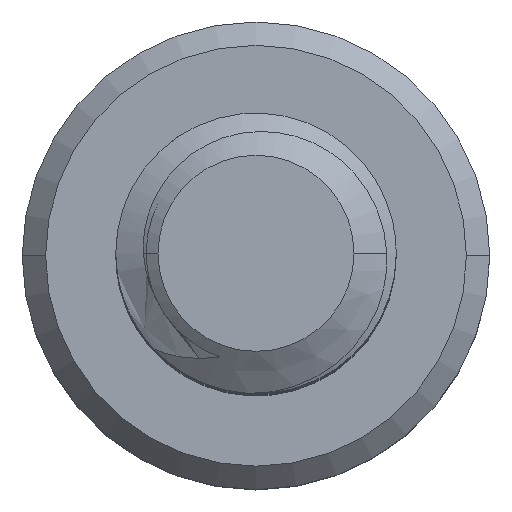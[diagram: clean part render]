
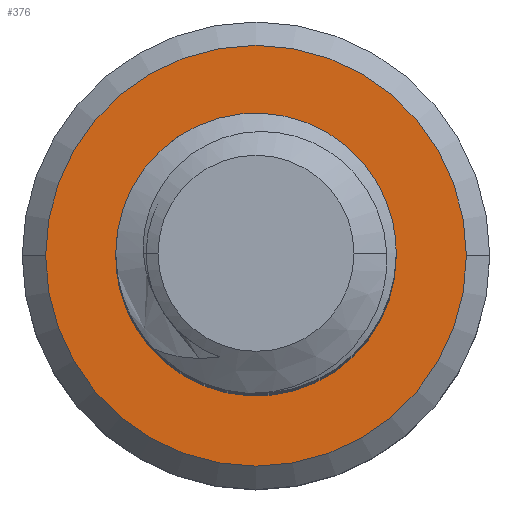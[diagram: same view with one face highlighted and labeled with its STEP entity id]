
A CAD part, top view. The second image highlights one B-rep face of the part: STEP entity #376.
In plain terms, the highlighted planar face has unit normal (0, 0, 1).
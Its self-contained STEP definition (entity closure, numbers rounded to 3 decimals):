
#36 = CARTESIAN_POINT ( 'NONE',  ( 2.189, 1.676, -30. ) ) ;
#58 = CARTESIAN_POINT ( 'NONE',  ( 2.251, -0.981, -30. ) ) ;
#258 = CARTESIAN_POINT ( 'NONE',  ( -0.266, -2.379, -30. ) ) ;
#312 = CARTESIAN_POINT ( 'NONE',  ( -2.659, -0.593, -30. ) ) ;
#320 = B_SPLINE_CURVE_WITH_KNOTS ( 'NONE', 3,
 ( #2697, #258, #4571, #887, #5179, #1535, #5800, #2139, #6398, #2750, #7008, #3353, #7600, #3960, #312, #4597, #914, #5196, #1556, #5824, #2163, #6423, #2778, #7039 ),
 .UNSPECIFIED., .F., .F.,
 ( 4, 2, 2, 2, 2, 2, 2, 2, 2, 2, 2, 4 ),
 ( 0., 0.001, 0.002, 0.002, 0.002, 0.003, 0.003, 0.004, 0.004, 0.005, 0.006, 0.006 ),
 .UNSPECIFIED. ) ;
#376 = ADVANCED_FACE ( 'NONE', ( #7216, #7397 ), #6333, .F. ) ;
#532 = ORIENTED_EDGE ( 'NONE', *, *, #554, .F. ) ;
#554 = EDGE_CURVE ( 'NONE', #5877, #3790, #1796, .T. ) ;
#642 = CARTESIAN_POINT ( 'NONE',  ( 2.463, 1.071, -30. ) ) ;
#665 = CARTESIAN_POINT ( 'NONE',  ( 1.859, -1.513, -30. ) ) ;
#829 = DIRECTION ( 'NONE',  ( 0., 0., -1. ) ) ;
#854 = CARTESIAN_POINT ( 'NONE',  ( 0., 0., -30. ) ) ;
#887 = CARTESIAN_POINT ( 'NONE',  ( -1.051, -2.251, -30. ) ) ;
#896 = EDGE_CURVE ( 'NONE', #7051, #6680, #4122, .T. ) ;
#914 = CARTESIAN_POINT ( 'NONE',  ( -2.757, -0.209, -30. ) ) ;
#1024 = AXIS2_PLACEMENT_3D ( 'NONE', #2691, #6948, #3292 ) ;
#1234 = CARTESIAN_POINT ( 'NONE',  ( 0., 3., -30. ) ) ;
#1263 = CARTESIAN_POINT ( 'NONE',  ( 2.555, 0.685, -30. ) ) ;
#1328 = ORIENTED_EDGE ( 'NONE', *, *, #1664, .T. ) ;
#1487 = DIRECTION ( 'NONE',  ( -1., 0., 0. ) ) ;
#1529 = DIRECTION ( 'NONE',  ( 0., 0., 1. ) ) ;
#1535 = CARTESIAN_POINT ( 'NONE',  ( -1.642, -1.95, -30. ) ) ;
#1556 = CARTESIAN_POINT ( 'NONE',  ( -2.806, 0.454, -30. ) ) ;
#1615 = DIRECTION ( 'NONE',  ( 0., 0., 1. ) ) ;
#1658 = ORIENTED_EDGE ( 'NONE', *, *, #6831, .T. ) ;
#1664 = EDGE_CURVE ( 'NONE', #3817, #6253, #5763, .T. ) ;
#1796 = CIRCLE ( 'NONE', #3891, 3. ) ;
#1804 = EDGE_CURVE ( 'NONE', #5877, #3817, #2450, .T. ) ;
#1859 = CARTESIAN_POINT ( 'NONE',  ( 0.524, 2.919, -30. ) ) ;
#1889 = CARTESIAN_POINT ( 'NONE',  ( 2.586, 0.287, -30. ) ) ;
#1934 = CARTESIAN_POINT ( 'NONE',  ( 4.5, 0., -30. ) ) ;
#1978 = CARTESIAN_POINT ( 'NONE',  ( 0., 3., -30. ) ) ;
#2139 = CARTESIAN_POINT ( 'NONE',  ( -1.954, -1.703, -30. ) ) ;
#2163 = CARTESIAN_POINT ( 'NONE',  ( -2.644, 1.234, -30. ) ) ;
#2450 = B_SPLINE_CURVE_WITH_KNOTS ( 'NONE', 3,
 ( #1234, #5509, #1859, #6122, #2460, #6723, #3068, #7331, #3677, #36, #4312, #642, #4925, #1263, #5540, #1889, #6151, #2489, #6747, #3097, #7356, #3703, #58, #4334, #665, #4952 ),
 .UNSPECIFIED., .F., .F.,
 ( 4, 2, 2, 2, 2, 2, 2, 2, 2, 2, 2, 2, 4 ),
 ( 0., 0.001, 0.002, 0.002, 0.002, 0.003, 0.004, 0.004, 0.004, 0.005, 0.005, 0.006, 0.006 ),
 .UNSPECIFIED. ) ;
#2460 = CARTESIAN_POINT ( 'NONE',  ( 1.255, 2.602, -30. ) ) ;
#2489 = CARTESIAN_POINT ( 'NONE',  ( 2.556, -0.107, -30. ) ) ;
#2566 = ORIENTED_EDGE ( 'NONE', *, *, #6325, .T. ) ;
#2691 = CARTESIAN_POINT ( 'NONE',  ( 0., 0., -30. ) ) ;
#2697 = CARTESIAN_POINT ( 'NONE',  ( 0., -2.35, -30. ) ) ;
#2724 = ORIENTED_EDGE ( 'NONE', *, *, #1804, .T. ) ;
#2750 = CARTESIAN_POINT ( 'NONE',  ( -2.222, -1.411, -30. ) ) ;
#2778 = CARTESIAN_POINT ( 'NONE',  ( -2.274, 1.937, -30. ) ) ;
#2828 = EDGE_LOOP ( 'NONE', ( #5234, #1658 ) ) ;
#3068 = CARTESIAN_POINT ( 'NONE',  ( 1.675, 2.277, -30. ) ) ;
#3097 = CARTESIAN_POINT ( 'NONE',  ( 2.464, -0.497, -30. ) ) ;
#3205 = CIRCLE ( 'NONE', #4665, 4.5 ) ;
#3292 = DIRECTION ( 'NONE',  ( -1., 0., 0. ) ) ;
#3353 = CARTESIAN_POINT ( 'NONE',  ( -2.443, -1.078, -30. ) ) ;
#3559 = CARTESIAN_POINT ( 'NONE',  ( -4.5, 0., -30. ) ) ;
#3677 = CARTESIAN_POINT ( 'NONE',  ( 1.95, 1.991, -30. ) ) ;
#3703 = CARTESIAN_POINT ( 'NONE',  ( 2.314, -0.863, -30. ) ) ;
#3790 = VERTEX_POINT ( 'NONE', #7577 ) ;
#3817 = VERTEX_POINT ( 'NONE', #5181 ) ;
#3891 = AXIS2_PLACEMENT_3D ( 'NONE', #5175, #1529, #5794 ) ;
#3960 = CARTESIAN_POINT ( 'NONE',  ( -2.613, -0.719, -30. ) ) ;
#4122 = CIRCLE ( 'NONE', #6862, 4.5 ) ;
#4312 = CARTESIAN_POINT ( 'NONE',  ( 2.322, 1.44, -30. ) ) ;
#4334 = CARTESIAN_POINT ( 'NONE',  ( 2.035, -1.317, -30. ) ) ;
#4497 = CARTESIAN_POINT ( 'NONE',  ( 0., 0., -30. ) ) ;
#4571 = CARTESIAN_POINT ( 'NONE',  ( -0.53, -2.364, -30. ) ) ;
#4597 = CARTESIAN_POINT ( 'NONE',  ( -2.73, -0.338, -30. ) ) ;
#4665 = AXIS2_PLACEMENT_3D ( 'NONE', #854, #5138, #1487 ) ;
#4925 = CARTESIAN_POINT ( 'NONE',  ( 2.5, 0.945, -30. ) ) ;
#4952 = CARTESIAN_POINT ( 'NONE',  ( 1.647, -1.677, -30. ) ) ;
#5109 = DIRECTION ( 'NONE',  ( 1., 0., 0. ) ) ;
#5138 = DIRECTION ( 'NONE',  ( 0., 0., 1. ) ) ;
#5175 = CARTESIAN_POINT ( 'NONE',  ( 0., 0., -30. ) ) ;
#5179 = CARTESIAN_POINT ( 'NONE',  ( -1.298, -2.154, -30. ) ) ;
#5181 = CARTESIAN_POINT ( 'NONE',  ( 1.647, -1.677, -30. ) ) ;
#5196 = CARTESIAN_POINT ( 'NONE',  ( -2.809, 0.184, -30. ) ) ;
#5234 = ORIENTED_EDGE ( 'NONE', *, *, #896, .T. ) ;
#5259 = CARTESIAN_POINT ( 'NONE',  ( 0., 0., -30. ) ) ;
#5509 = CARTESIAN_POINT ( 'NONE',  ( 0.266, 2.978, -30. ) ) ;
#5540 = CARTESIAN_POINT ( 'NONE',  ( 2.572, 0.552, -30. ) ) ;
#5763 = CIRCLE ( 'NONE', #7461, 2.35 ) ;
#5794 = DIRECTION ( 'NONE',  ( 1., 0., 0. ) ) ;
#5800 = CARTESIAN_POINT ( 'NONE',  ( -1.751, -1.873, -30. ) ) ;
#5824 = CARTESIAN_POINT ( 'NONE',  ( -2.724, 0.975, -30. ) ) ;
#5825 = EDGE_LOOP ( 'NONE', ( #532, #2724, #1328, #2566 ) ) ;
#5877 = VERTEX_POINT ( 'NONE', #1978 ) ;
#5880 = DIRECTION ( 'NONE',  ( -1., 0., 0. ) ) ;
#6122 = CARTESIAN_POINT ( 'NONE',  ( 1.023, 2.73, -30. ) ) ;
#6151 = CARTESIAN_POINT ( 'NONE',  ( 2.583, 0.156, -30. ) ) ;
#6253 = VERTEX_POINT ( 'NONE', #6270 ) ;
#6270 = CARTESIAN_POINT ( 'NONE',  ( 0., -2.35, -30. ) ) ;
#6325 = EDGE_CURVE ( 'NONE', #6253, #3790, #320, .T. ) ;
#6333 = PLANE ( 'NONE',  #1024 ) ;
#6398 = CARTESIAN_POINT ( 'NONE',  ( -2.048, -1.611, -30. ) ) ;
#6423 = CARTESIAN_POINT ( 'NONE',  ( -2.419, 1.711, -30. ) ) ;
#6680 = VERTEX_POINT ( 'NONE', #1934 ) ;
#6723 = CARTESIAN_POINT ( 'NONE',  ( 1.574, 2.365, -30. ) ) ;
#6747 = CARTESIAN_POINT ( 'NONE',  ( 2.532, -0.24, -30. ) ) ;
#6831 = EDGE_CURVE ( 'NONE', #6680, #7051, #3205, .T. ) ;
#6862 = AXIS2_PLACEMENT_3D ( 'NONE', #5259, #1615, #5880 ) ;
#6948 = DIRECTION ( 'NONE',  ( 0., 0., -1. ) ) ;
#7008 = CARTESIAN_POINT ( 'NONE',  ( -2.302, -1.302, -30. ) ) ;
#7039 = CARTESIAN_POINT ( 'NONE',  ( -2.102, 2.141, -30. ) ) ;
#7051 = VERTEX_POINT ( 'NONE', #3559 ) ;
#7216 = FACE_OUTER_BOUND ( 'NONE', #2828, .T. ) ;
#7331 = CARTESIAN_POINT ( 'NONE',  ( 1.863, 2.09, -30. ) ) ;
#7356 = CARTESIAN_POINT ( 'NONE',  ( 2.42, -0.621, -30. ) ) ;
#7397 = FACE_BOUND ( 'NONE', #5825, .T. ) ;
#7461 = AXIS2_PLACEMENT_3D ( 'NONE', #4497, #829, #5109 ) ;
#7577 = CARTESIAN_POINT ( 'NONE',  ( -2.102, 2.141, -30. ) ) ;
#7600 = CARTESIAN_POINT ( 'NONE',  ( -2.505, -0.962, -30. ) ) ;
